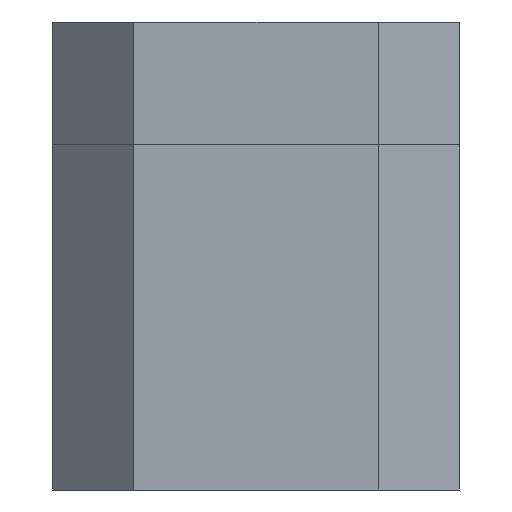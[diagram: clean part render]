
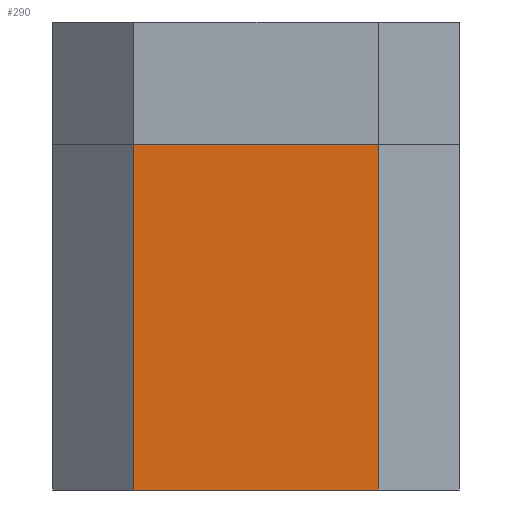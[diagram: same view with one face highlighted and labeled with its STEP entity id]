
A CAD part, left-side view. The second image highlights one B-rep face of the part: STEP entity #290.
In plain terms, the highlighted planar face has unit normal (-1, 0, 0).
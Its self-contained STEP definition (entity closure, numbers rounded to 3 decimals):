
#27=FACE_OUTER_BOUND('',#43,.T.);
#43=EDGE_LOOP('',(#226,#227,#228,#229));
#68=LINE('',#450,#105);
#77=LINE('',#467,#114);
#78=LINE('',#469,#115);
#79=LINE('',#470,#116);
#105=VECTOR('',#368,10.);
#114=VECTOR('',#381,10.);
#115=VECTOR('',#384,10.);
#116=VECTOR('',#385,10.);
#140=VERTEX_POINT('',#447);
#141=VERTEX_POINT('',#449);
#144=VERTEX_POINT('',#460);
#147=VERTEX_POINT('',#465);
#169=EDGE_CURVE('',#140,#141,#68,.T.);
#178=EDGE_CURVE('',#147,#144,#77,.T.);
#179=EDGE_CURVE('',#144,#140,#78,.T.);
#180=EDGE_CURVE('',#147,#141,#79,.T.);
#226=ORIENTED_EDGE('',*,*,#169,.F.);
#227=ORIENTED_EDGE('',*,*,#179,.F.);
#228=ORIENTED_EDGE('',*,*,#178,.F.);
#229=ORIENTED_EDGE('',*,*,#180,.T.);
#276=PLANE('',#329);
#290=ADVANCED_FACE('',(#27),#276,.F.);
#329=AXIS2_PLACEMENT_3D('',#468,#382,#383);
#368=DIRECTION('',(0.,0.,1.));
#381=DIRECTION('',(0.,0.,-1.));
#382=DIRECTION('center_axis',(1.,0.,0.));
#383=DIRECTION('ref_axis',(0.,1.,0.));
#384=DIRECTION('',(0.,1.,0.));
#385=DIRECTION('',(0.,1.,0.));
#447=CARTESIAN_POINT('',(-22.685,17.154,0.));
#449=CARTESIAN_POINT('',(-22.685,17.154,4.25));
#450=CARTESIAN_POINT('',(-22.685,17.154,0.));
#460=CARTESIAN_POINT('',(-22.685,14.154,0.));
#465=CARTESIAN_POINT('',(-22.685,14.154,4.25));
#467=CARTESIAN_POINT('',(-22.685,14.154,0.));
#468=CARTESIAN_POINT('Origin',(-22.685,13.154,0.));
#469=CARTESIAN_POINT('',(-22.685,14.404,0.));
#470=CARTESIAN_POINT('',(-22.685,23.625,4.25));
